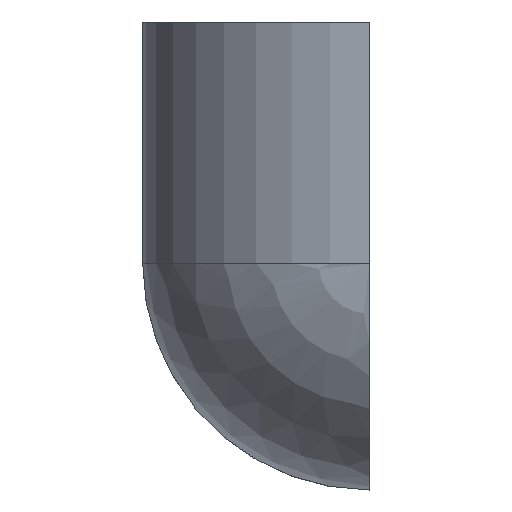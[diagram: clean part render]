
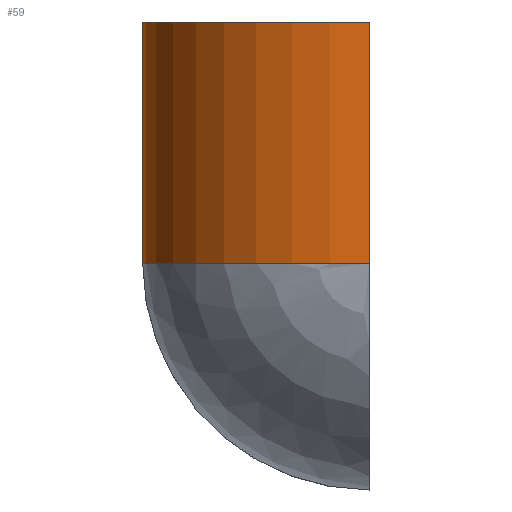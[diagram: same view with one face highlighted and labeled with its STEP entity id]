
A CAD part, left-side view. The second image highlights one B-rep face of the part: STEP entity #59.
In plain terms, the highlighted cylindrical face has radius 310 mm (diameter 620 mm), a partial arc.
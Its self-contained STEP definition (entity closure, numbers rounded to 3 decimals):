
#7 = DIRECTION ( 'NONE',  ( 0., 0., 1. ) ) ;
#18 = CYLINDRICAL_SURFACE ( 'NONE', #62, 310. ) ;
#23 = DIRECTION ( 'NONE',  ( -1., 0., 0. ) ) ;
#24 = ORIENTED_EDGE ( 'NONE', *, *, #392, .F. ) ;
#33 = CIRCLE ( 'NONE', #64, 310. ) ;
#39 = LINE ( 'NONE', #147, #339 ) ;
#42 = DIRECTION ( 'NONE',  ( 0., 0., -1. ) ) ;
#59 = ADVANCED_FACE ( 'NONE', ( #461 ), #18, .T. ) ;
#62 = AXIS2_PLACEMENT_3D ( 'NONE', #428, #431, #23 ) ;
#63 = AXIS2_PLACEMENT_3D ( 'NONE', #262, #42, #298 ) ;
#64 = AXIS2_PLACEMENT_3D ( 'NONE', #109, #7, #81 ) ;
#69 = VECTOR ( 'NONE', #111, 1000. ) ;
#74 = VERTEX_POINT ( 'NONE', #318 ) ;
#81 = DIRECTION ( 'NONE',  ( -1., 0., 0. ) ) ;
#109 = CARTESIAN_POINT ( 'NONE',  ( -1825., 0., 0. ) ) ;
#111 = DIRECTION ( 'NONE',  ( 0., 0., 1. ) ) ;
#112 = ORIENTED_EDGE ( 'NONE', *, *, #396, .F. ) ;
#131 = EDGE_CURVE ( 'NONE', #354, #74, #441, .T. ) ;
#147 = CARTESIAN_POINT ( 'NONE',  ( -2135., 0., 0. ) ) ;
#178 = CARTESIAN_POINT ( 'NONE',  ( -1825., 310., -330. ) ) ;
#206 = EDGE_CURVE ( 'NONE', #447, #445, #39, .T. ) ;
#256 = CARTESIAN_POINT ( 'NONE',  ( -2135., 0., 0. ) ) ;
#257 = ORIENTED_EDGE ( 'NONE', *, *, #206, .T. ) ;
#260 = CARTESIAN_POINT ( 'NONE',  ( -2135., 0., -330. ) ) ;
#262 = CARTESIAN_POINT ( 'NONE',  ( -1825., 0., -330. ) ) ;
#298 = DIRECTION ( 'NONE',  ( -1., 0., 0. ) ) ;
#308 = EDGE_LOOP ( 'NONE', ( #112, #257, #24, #336 ) ) ;
#311 = DIRECTION ( 'NONE',  ( 0., 0., 1. ) ) ;
#318 = CARTESIAN_POINT ( 'NONE',  ( -1825., 310., 0. ) ) ;
#336 = ORIENTED_EDGE ( 'NONE', *, *, #131, .F. ) ;
#339 = VECTOR ( 'NONE', #311, 1000. ) ;
#354 = VERTEX_POINT ( 'NONE', #178 ) ;
#392 = EDGE_CURVE ( 'NONE', #74, #445, #33, .T. ) ;
#396 = EDGE_CURVE ( 'NONE', #447, #354, #411, .T. ) ;
#407 = CARTESIAN_POINT ( 'NONE',  ( -1825., 310., 0. ) ) ;
#411 = CIRCLE ( 'NONE', #63, 310. ) ;
#428 = CARTESIAN_POINT ( 'NONE',  ( -1825., 0., -616. ) ) ;
#431 = DIRECTION ( 'NONE',  ( 0., 0., -1. ) ) ;
#441 = LINE ( 'NONE', #407, #69 ) ;
#445 = VERTEX_POINT ( 'NONE', #256 ) ;
#447 = VERTEX_POINT ( 'NONE', #260 ) ;
#461 = FACE_OUTER_BOUND ( 'NONE', #308, .T. ) ;
